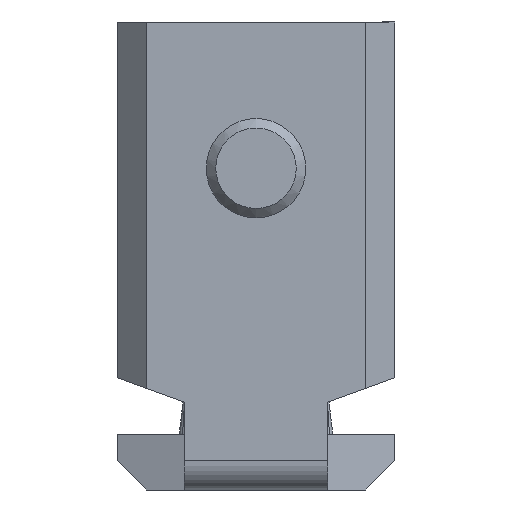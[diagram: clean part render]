
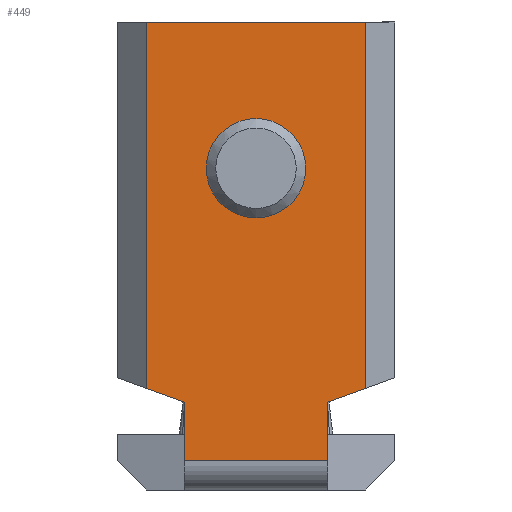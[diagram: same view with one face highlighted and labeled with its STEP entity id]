
A CAD part, front view. The second image highlights one B-rep face of the part: STEP entity #449.
In plain terms, the highlighted planar face has unit normal (0, -1, 0).
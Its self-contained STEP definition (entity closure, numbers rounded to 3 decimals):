
#93 = VERTEX_POINT ( 'NONE', #1944 ) ;
#142 = AXIS2_PLACEMENT_3D ( 'NONE', #3661, #3640, #3619 ) ;
#203 = DIRECTION ( 'NONE',  ( -1., 0., 0. ) ) ;
#255 = LINE ( 'NONE', #2562, #496 ) ;
#393 = ORIENTED_EDGE ( 'NONE', *, *, #1260, .F. ) ;
#449 = ADVANCED_FACE ( 'NONE', ( #1039, #1047 ), #4003, .F. ) ;
#496 = VECTOR ( 'NONE', #203, 1000. ) ;
#508 = EDGE_CURVE ( 'NONE', #1959, #1015, #2689, .T. ) ;
#522 = CARTESIAN_POINT ( 'NONE',  ( -9.5, 0., 7.674 ) ) ;
#542 = VECTOR ( 'NONE', #1007, 1000. ) ;
#557 = ORIENTED_EDGE ( 'NONE', *, *, #508, .F. ) ;
#699 = ORIENTED_EDGE ( 'NONE', *, *, #3891, .T. ) ;
#815 = AXIS2_PLACEMENT_3D ( 'NONE', #1477, #4170, #1888 ) ;
#1007 = DIRECTION ( 'NONE',  ( 0., 0., 1. ) ) ;
#1015 = VERTEX_POINT ( 'NONE', #4779 ) ;
#1039 = FACE_OUTER_BOUND ( 'NONE', #1480, .T. ) ;
#1046 = EDGE_CURVE ( 'NONE', #1554, #1292, #4653, .T. ) ;
#1047 = FACE_BOUND ( 'NONE', #3990, .T. ) ;
#1249 = VECTOR ( 'NONE', #3288, 1000. ) ;
#1260 = EDGE_CURVE ( 'NONE', #1015, #93, #2879, .T. ) ;
#1292 = VERTEX_POINT ( 'NONE', #3499 ) ;
#1385 = VECTOR ( 'NONE', #2044, 1000. ) ;
#1477 = CARTESIAN_POINT ( 'NONE',  ( 0., 0., 22. ) ) ;
#1480 = EDGE_LOOP ( 'NONE', ( #4509, #2993, #2720, #699, #393, #557, #3924, #1534 ) ) ;
#1488 = VECTOR ( 'NONE', #4540, 1000. ) ;
#1534 = ORIENTED_EDGE ( 'NONE', *, *, #1046, .F. ) ;
#1553 = LINE ( 'NONE', #522, #1249 ) ;
#1554 = VERTEX_POINT ( 'NONE', #2809 ) ;
#1788 = ORIENTED_EDGE ( 'NONE', *, *, #2560, .F. ) ;
#1888 = DIRECTION ( 'NONE',  ( 0., 0., 1. ) ) ;
#1944 = CARTESIAN_POINT ( 'NONE',  ( 4.9, 0., 6. ) ) ;
#1959 = VERTEX_POINT ( 'NONE', #3544 ) ;
#2044 = DIRECTION ( 'NONE',  ( 0., 0., -1. ) ) ;
#2178 = CARTESIAN_POINT ( 'NONE',  ( 0., 0., 25.4 ) ) ;
#2222 = CARTESIAN_POINT ( 'NONE',  ( 7.5, 0., 32. ) ) ;
#2277 = VECTOR ( 'NONE', #4171, 1000. ) ;
#2282 = VERTEX_POINT ( 'NONE', #3169 ) ;
#2287 = CARTESIAN_POINT ( 'NONE',  ( 4.9, 0., 2. ) ) ;
#2560 = EDGE_CURVE ( 'NONE', #3465, #3465, #3021, .T. ) ;
#2562 = CARTESIAN_POINT ( 'NONE',  ( 4.9, 0., 32. ) ) ;
#2689 = LINE ( 'NONE', #2222, #1385 ) ;
#2720 = ORIENTED_EDGE ( 'NONE', *, *, #3968, .F. ) ;
#2800 = CARTESIAN_POINT ( 'NONE',  ( -4.9, 0., 2. ) ) ;
#2809 = CARTESIAN_POINT ( 'NONE',  ( -7.5, 0., 6.946 ) ) ;
#2879 = LINE ( 'NONE', #3029, #1488 ) ;
#2993 = ORIENTED_EDGE ( 'NONE', *, *, #4001, .F. ) ;
#3021 = CIRCLE ( 'NONE', #815, 3.4 ) ;
#3029 = CARTESIAN_POINT ( 'NONE',  ( 7.5, 0., 6.946 ) ) ;
#3084 = DIRECTION ( 'NONE',  ( -1., 0., 0. ) ) ;
#3169 = CARTESIAN_POINT ( 'NONE',  ( 4.9, 0., 2. ) ) ;
#3288 = DIRECTION ( 'NONE',  ( 0.94, 0., -0.342 ) ) ;
#3377 = CARTESIAN_POINT ( 'NONE',  ( 4.9, 0., 9.8 ) ) ;
#3437 = DIRECTION ( 'NONE',  ( 0., 0., 1. ) ) ;
#3465 = VERTEX_POINT ( 'NONE', #2178 ) ;
#3490 = LINE ( 'NONE', #3809, #2277 ) ;
#3499 = CARTESIAN_POINT ( 'NONE',  ( -7.5, 0., 32. ) ) ;
#3544 = CARTESIAN_POINT ( 'NONE',  ( 7.5, 0., 32. ) ) ;
#3601 = VERTEX_POINT ( 'NONE', #2800 ) ;
#3612 = CARTESIAN_POINT ( 'NONE',  ( -7.5, 0., 32. ) ) ;
#3619 = DIRECTION ( 'NONE',  ( 0., 0., 1. ) ) ;
#3640 = DIRECTION ( 'NONE',  ( 0., 1., 0. ) ) ;
#3661 = CARTESIAN_POINT ( 'NONE',  ( 4.9, 0., 32. ) ) ;
#3809 = CARTESIAN_POINT ( 'NONE',  ( -4.9, 0., 9.8 ) ) ;
#3878 = EDGE_CURVE ( 'NONE', #1959, #1292, #255, .T. ) ;
#3881 = VERTEX_POINT ( 'NONE', #4771 ) ;
#3891 = EDGE_CURVE ( 'NONE', #2282, #93, #4670, .T. ) ;
#3924 = ORIENTED_EDGE ( 'NONE', *, *, #3878, .T. ) ;
#3968 = EDGE_CURVE ( 'NONE', #2282, #3601, #4721, .T. ) ;
#3990 = EDGE_LOOP ( 'NONE', ( #1788 ) ) ;
#4001 = EDGE_CURVE ( 'NONE', #3601, #3881, #3490, .T. ) ;
#4003 = PLANE ( 'NONE',  #142 ) ;
#4170 = DIRECTION ( 'NONE',  ( 0., -1., 0. ) ) ;
#4171 = DIRECTION ( 'NONE',  ( 0., 0., 1. ) ) ;
#4509 = ORIENTED_EDGE ( 'NONE', *, *, #4851, .T. ) ;
#4540 = DIRECTION ( 'NONE',  ( -0.94, 0., -0.342 ) ) ;
#4650 = VECTOR ( 'NONE', #3437, 1000. ) ;
#4653 = LINE ( 'NONE', #3612, #4650 ) ;
#4670 = LINE ( 'NONE', #3377, #542 ) ;
#4721 = LINE ( 'NONE', #2287, #4786 ) ;
#4771 = CARTESIAN_POINT ( 'NONE',  ( -4.9, 0., 6. ) ) ;
#4779 = CARTESIAN_POINT ( 'NONE',  ( 7.5, 0., 6.946 ) ) ;
#4786 = VECTOR ( 'NONE', #3084, 1000. ) ;
#4851 = EDGE_CURVE ( 'NONE', #1554, #3881, #1553, .T. ) ;
